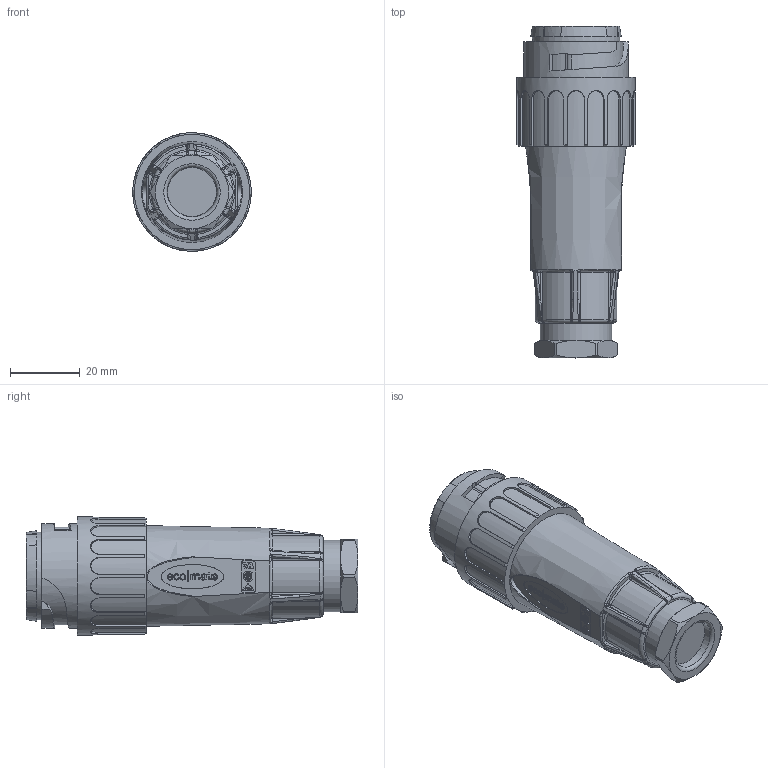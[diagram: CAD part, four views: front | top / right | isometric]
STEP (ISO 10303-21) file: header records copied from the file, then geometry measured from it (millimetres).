
FILE_DESCRIPTION(/* description */ (''),/* implementation_level */ '2;1');
FILE_NAME(/* name */ 'c016 10i008 003 1nxc001-01.stp',/* time_stamp */ '2019-07-08T08:55:06+02:00',/* author */ (''),/* organization */ (''),/* preprocessor_version */ 'ST-DEVELOPER v16.7',/* originating_system */ 'SIEMENS PLM Software NX 12.0',/* authorisation */ '');
FILE_SCHEMA (('AUTOMOTIVE_DESIGN { 1 0 10303 214 3 1 1 1 }'));
Length unit declared in the file: millimetre
Products named in the file (1): c016 10i008 003 1nxc001-01
Bounding box: 34 x 95.22 x 34 mm (x, y, z)
Volume: 51908 mm3; surface area: 13057.1 mm2
Topology: 1 solids, 1 shells, 1065 faces, 2799 edges, 1802 vertices
Faces by surface type: plane 550, cylinder 216, bspline 159, cone 49, torus 44, extrusion 35, sphere 12
Full cylindrical faces by diameter (mm): 1.08 x1, 1.2 x1, 3.3 x9, 4.4 x1, 4.6 x4, 18 x1, 20.4 x1, 22.1 x1, 25 x1, 30 x1, 34 x1
Entity records: 36727 total; most frequent: CARTESIAN_POINT 12490, ORIENTED_EDGE 5448, DIRECTION 4399, EDGE_CURVE 2724, VERTEX_POINT 1775, VECTOR 1493, LINE 1458, AXIS2_PLACEMENT_3D 1453
